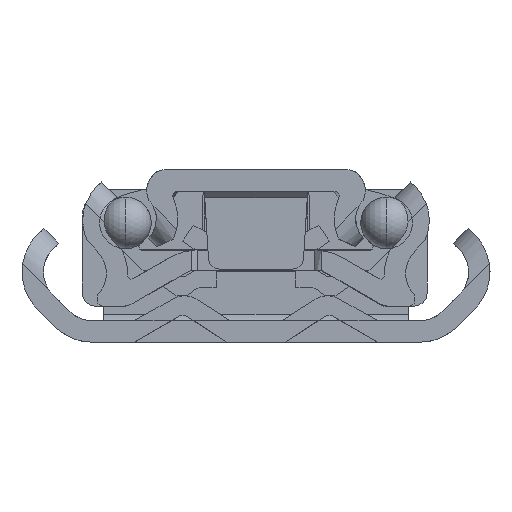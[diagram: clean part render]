
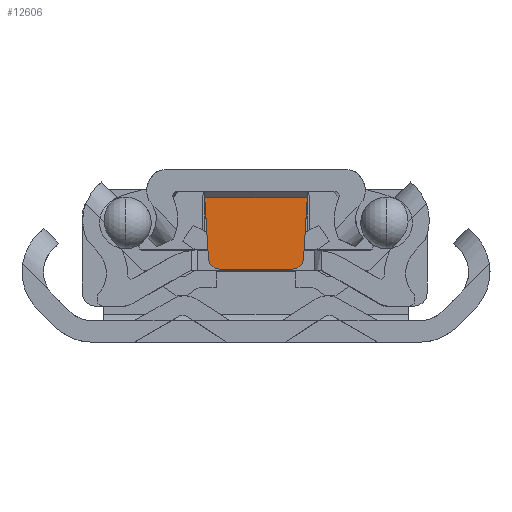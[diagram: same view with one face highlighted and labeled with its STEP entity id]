
A CAD part, left-side view. The second image highlights one B-rep face of the part: STEP entity #12606.
In plain terms, the highlighted planar face has unit normal (-1, 0, 0).
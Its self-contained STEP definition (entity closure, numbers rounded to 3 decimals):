
#711 = DIRECTION ( 'NONE',  ( 0., -0.062, 0.998 ) ) ;
#884 = VERTEX_POINT ( 'NONE', #7465 ) ;
#983 = EDGE_CURVE ( 'NONE', #8807, #1292, #9018, .T. ) ;
#1292 = VERTEX_POINT ( 'NONE', #7450 ) ;
#1538 = ORIENTED_EDGE ( 'NONE', *, *, #9411, .T. ) ;
#1915 = AXIS2_PLACEMENT_3D ( 'NONE', #4067, #11060, #8609 ) ;
#2045 = DIRECTION ( 'NONE',  ( 0., 0., -1. ) ) ;
#2118 = DIRECTION ( 'NONE',  ( 1., 0., 0. ) ) ;
#2864 = CARTESIAN_POINT ( 'NONE',  ( 4.4, -2.781, 5.5 ) ) ;
#2914 = ORIENTED_EDGE ( 'NONE', *, *, #13986, .F. ) ;
#3226 = CARTESIAN_POINT ( 'NONE',  ( 4.4, -3.176, -0.199 ) ) ;
#3290 = CARTESIAN_POINT ( 'NONE',  ( 4.4, 3.176, -0.199 ) ) ;
#3304 = EDGE_CURVE ( 'NONE', #12013, #8807, #5011, .T. ) ;
#3438 = ORIENTED_EDGE ( 'NONE', *, *, #3304, .F. ) ;
#4067 = CARTESIAN_POINT ( 'NONE',  ( 4.4, 2.781, 6.3 ) ) ;
#4936 = CIRCLE ( 'NONE', #5180, 0.8 ) ;
#4974 = VERTEX_POINT ( 'NONE', #2864 ) ;
#5011 = CIRCLE ( 'NONE', #1915, 0.8 ) ;
#5180 = AXIS2_PLACEMENT_3D ( 'NONE', #7701, #2118, #2045 ) ;
#5827 = VERTEX_POINT ( 'NONE', #14366 ) ;
#6085 = LINE ( 'NONE', #3226, #6551 ) ;
#6147 = ORIENTED_EDGE ( 'NONE', *, *, #11030, .T. ) ;
#6551 = VECTOR ( 'NONE', #711, 1000. ) ;
#7328 = FACE_OUTER_BOUND ( 'NONE', #12240, .T. ) ;
#7450 = CARTESIAN_POINT ( 'NONE',  ( 4.4, 3.87, 10.9 ) ) ;
#7465 = CARTESIAN_POINT ( 'NONE',  ( 4.4, -3.579, 6.25 ) ) ;
#7701 = CARTESIAN_POINT ( 'NONE',  ( 4.4, -2.781, 6.3 ) ) ;
#7734 = CARTESIAN_POINT ( 'NONE',  ( 4.4, 2.781, 5.5 ) ) ;
#8472 = AXIS2_PLACEMENT_3D ( 'NONE', #11868, #10906, #8669 ) ;
#8609 = DIRECTION ( 'NONE',  ( 0., 0., -1. ) ) ;
#8669 = DIRECTION ( 'NONE',  ( 0., 0., -1. ) ) ;
#8699 = DIRECTION ( 'NONE',  ( 0., 1., 0. ) ) ;
#8807 = VERTEX_POINT ( 'NONE', #13787 ) ;
#8829 = EDGE_CURVE ( 'NONE', #4974, #12013, #11694, .T. ) ;
#9018 = LINE ( 'NONE', #3290, #13762 ) ;
#9170 = CARTESIAN_POINT ( 'NONE',  ( 4.4, 0., 5.5 ) ) ;
#9185 = ORIENTED_EDGE ( 'NONE', *, *, #8829, .F. ) ;
#9375 = VECTOR ( 'NONE', #11548, 1000. ) ;
#9411 = EDGE_CURVE ( 'NONE', #5827, #1292, #14506, .T. ) ;
#10103 = VECTOR ( 'NONE', #8699, 1000. ) ;
#10906 = DIRECTION ( 'NONE',  ( 1., 0., 0. ) ) ;
#11030 = EDGE_CURVE ( 'NONE', #884, #5827, #6085, .T. ) ;
#11060 = DIRECTION ( 'NONE',  ( 1., 0., 0. ) ) ;
#11548 = DIRECTION ( 'NONE',  ( 0., 1., 0. ) ) ;
#11694 = LINE ( 'NONE', #9170, #9375 ) ;
#11868 = CARTESIAN_POINT ( 'NONE',  ( 4.4, 0., 0. ) ) ;
#12013 = VERTEX_POINT ( 'NONE', #7734 ) ;
#12240 = EDGE_LOOP ( 'NONE', ( #6147, #1538, #13657, #3438, #9185, #2914 ) ) ;
#12606 = ADVANCED_FACE ( 'NONE', ( #7328 ), #13138, .F. ) ;
#12663 = DIRECTION ( 'NONE',  ( 0., 0.062, 0.998 ) ) ;
#13138 = PLANE ( 'NONE',  #8472 ) ;
#13657 = ORIENTED_EDGE ( 'NONE', *, *, #983, .F. ) ;
#13762 = VECTOR ( 'NONE', #12663, 1000. ) ;
#13787 = CARTESIAN_POINT ( 'NONE',  ( 4.4, 3.579, 6.25 ) ) ;
#13986 = EDGE_CURVE ( 'NONE', #884, #4974, #4936, .T. ) ;
#14358 = CARTESIAN_POINT ( 'NONE',  ( 4.4, 3.901, 10.9 ) ) ;
#14366 = CARTESIAN_POINT ( 'NONE',  ( 4.4, -3.87, 10.9 ) ) ;
#14506 = LINE ( 'NONE', #14358, #10103 ) ;
